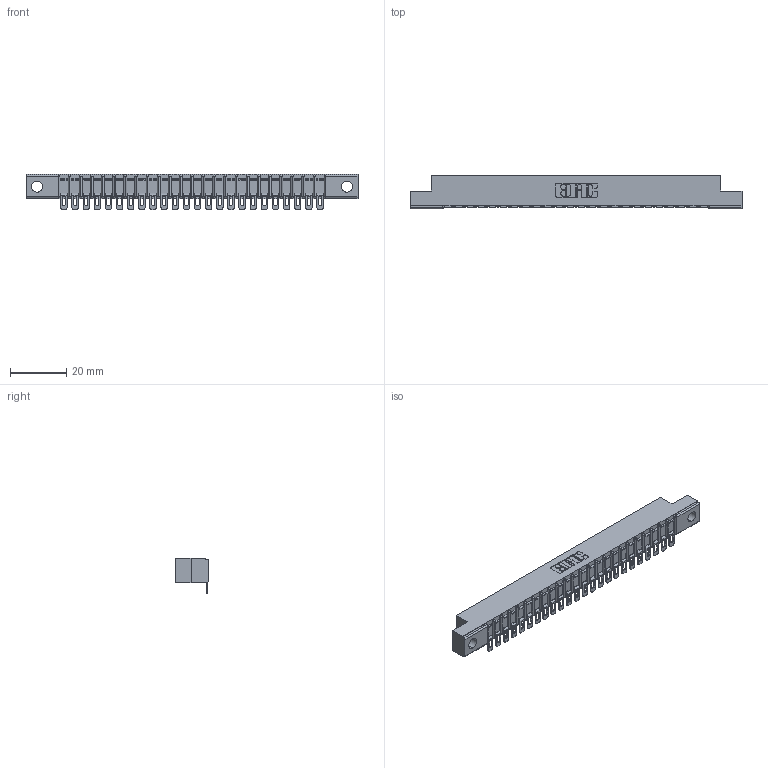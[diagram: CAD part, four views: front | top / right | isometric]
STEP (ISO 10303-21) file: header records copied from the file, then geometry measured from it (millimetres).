
FILE_DESCRIPTION (( 'STEP AP203' ), '1' );
FILE_NAME ('307-024-554-104.STEP', '2019-09-05T01:10:37', ( '' ), ( '' ), 'SwSTEP 2.0', 'SolidWorks 2016', '' );
FILE_SCHEMA (( 'CONFIG_CONTROL_DESIGN' ));
Length unit declared in the file: inch
Products named in the file (3): 307-024-554-104; 307 Part_.156 Dia Mounting Holes; 307-290-002_554
Assembly tree (25 placements, depth 2):
  307-024-554-104
    307 Part_.156 Dia Mounting Holes
    307-290-002_554  x24
Bounding box: 118.11 x 12.01 x 12.52 mm (x, y, z)
Volume: 7701.1 mm3; surface area: 14107.8 mm2
Topology: 25 solids, 25 shells, 2101 faces, 6431 edges, 4218 vertices
Faces by surface type: plane 1188, cylinder 863, sphere 50
Entity records: 24177 total; most frequent: CARTESIAN_POINT 4080, ORIENTED_EDGE 4068, DIRECTION 3970, EDGE_CURVE 2034, LINE 1550, VECTOR 1550, VERTEX_POINT 1320, AXIS2_PLACEMENT_3D 1210
